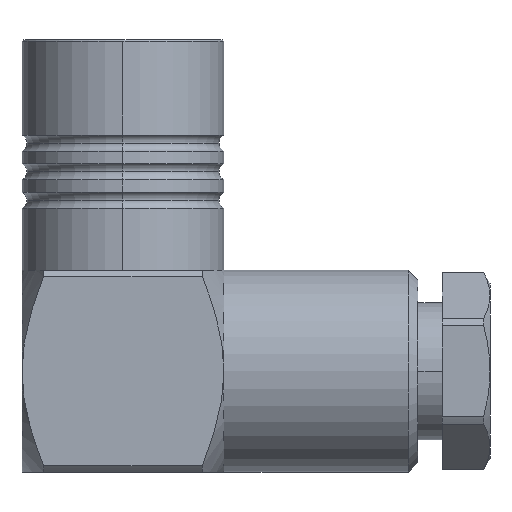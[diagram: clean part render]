
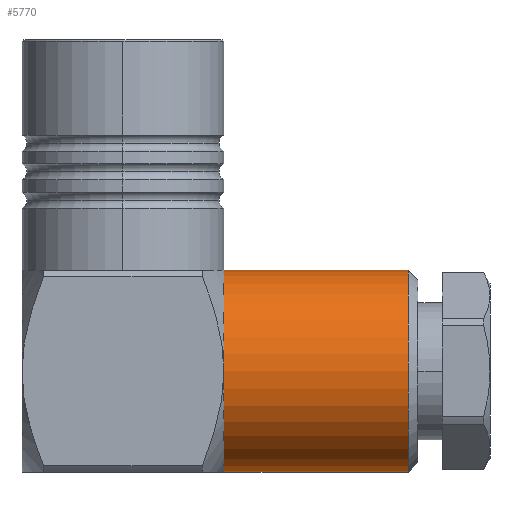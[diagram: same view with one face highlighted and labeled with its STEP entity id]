
A CAD part, left-side view. The second image highlights one B-rep face of the part: STEP entity #5770.
In plain terms, the highlighted cylindrical face has radius 3.175 mm (diameter 6.35 mm), a partial arc.
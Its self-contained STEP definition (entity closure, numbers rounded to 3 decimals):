
#156 = VERTEX_POINT ( 'NONE', #5216 ) ;
#223 = DIRECTION ( 'NONE',  ( 0., 1., 0. ) ) ;
#250 = VERTEX_POINT ( 'NONE', #6393 ) ;
#412 = CARTESIAN_POINT ( 'NONE',  ( 0., 17.974, -4.95 ) ) ;
#638 = LINE ( 'NONE', #3824, #3429 ) ;
#678 = EDGE_CURVE ( 'NONE', #156, #250, #638, .T. ) ;
#716 = CARTESIAN_POINT ( 'NONE',  ( 0., -8.975, -1.775 ) ) ;
#1168 = AXIS2_PLACEMENT_3D ( 'NONE', #3454, #4491, #1852 ) ;
#1188 = DIRECTION ( 'NONE',  ( 0., 1., 0. ) ) ;
#1295 = CYLINDRICAL_SURFACE ( 'NONE', #3708, 3.175 ) ;
#1852 = DIRECTION ( 'NONE',  ( 0., 0., 1. ) ) ;
#2333 = DIRECTION ( 'NONE',  ( 0., 0., 1. ) ) ;
#2340 = VECTOR ( 'NONE', #5224, 1000. ) ;
#2352 = CIRCLE ( 'NONE', #6001, 3.175 ) ;
#2465 = ORIENTED_EDGE ( 'NONE', *, *, #6783, .F. ) ;
#2538 = EDGE_CURVE ( 'NONE', #2866, #2572, #6851, .T. ) ;
#2572 = VERTEX_POINT ( 'NONE', #5784 ) ;
#2850 = ORIENTED_EDGE ( 'NONE', *, *, #6612, .T. ) ;
#2866 = VERTEX_POINT ( 'NONE', #6054 ) ;
#2925 = CARTESIAN_POINT ( 'NONE',  ( 0., 17.974, -1.775 ) ) ;
#2940 = CIRCLE ( 'NONE', #5145, 3.175 ) ;
#3270 = EDGE_CURVE ( 'NONE', #2572, #6718, #2352, .T. ) ;
#3389 = DIRECTION ( 'NONE',  ( 0., 1., 0. ) ) ;
#3429 = VECTOR ( 'NONE', #1188, 1000. ) ;
#3454 = CARTESIAN_POINT ( 'NONE',  ( 0., -3.175, -1.775 ) ) ;
#3610 = CIRCLE ( 'NONE', #1168, 3.175 ) ;
#3626 = EDGE_LOOP ( 'NONE', ( #6405, #2850, #4059, #2465, #6190 ) ) ;
#3647 = CARTESIAN_POINT ( 'NONE',  ( 0., -3.175, -1.775 ) ) ;
#3708 = AXIS2_PLACEMENT_3D ( 'NONE', #2925, #223, #2333 ) ;
#3749 = DIRECTION ( 'NONE',  ( 0., 1., 0. ) ) ;
#3824 = CARTESIAN_POINT ( 'NONE',  ( 0., 17.974, 1.4 ) ) ;
#4059 = ORIENTED_EDGE ( 'NONE', *, *, #678, .T. ) ;
#4491 = DIRECTION ( 'NONE',  ( 0., 1., 0. ) ) ;
#4556 = CARTESIAN_POINT ( 'NONE',  ( -3.175, -3.175, -1.775 ) ) ;
#5145 = AXIS2_PLACEMENT_3D ( 'NONE', #716, #3389, #5501 ) ;
#5216 = CARTESIAN_POINT ( 'NONE',  ( 0., -8.975, 1.4 ) ) ;
#5224 = DIRECTION ( 'NONE',  ( 0., 1., 0. ) ) ;
#5461 = FACE_OUTER_BOUND ( 'NONE', #3626, .T. ) ;
#5501 = DIRECTION ( 'NONE',  ( 0., 0., 1. ) ) ;
#5758 = DIRECTION ( 'NONE',  ( 0., 0., 1. ) ) ;
#5770 = ADVANCED_FACE ( 'NONE', ( #5461 ), #1295, .T. ) ;
#5784 = CARTESIAN_POINT ( 'NONE',  ( 0., -3.175, -4.95 ) ) ;
#6001 = AXIS2_PLACEMENT_3D ( 'NONE', #3647, #3749, #5758 ) ;
#6054 = CARTESIAN_POINT ( 'NONE',  ( 0., -8.975, -4.95 ) ) ;
#6190 = ORIENTED_EDGE ( 'NONE', *, *, #3270, .F. ) ;
#6393 = CARTESIAN_POINT ( 'NONE',  ( 0., -3.175, 1.4 ) ) ;
#6405 = ORIENTED_EDGE ( 'NONE', *, *, #2538, .F. ) ;
#6612 = EDGE_CURVE ( 'NONE', #2866, #156, #2940, .T. ) ;
#6718 = VERTEX_POINT ( 'NONE', #4556 ) ;
#6783 = EDGE_CURVE ( 'NONE', #6718, #250, #3610, .T. ) ;
#6851 = LINE ( 'NONE', #412, #2340 ) ;
